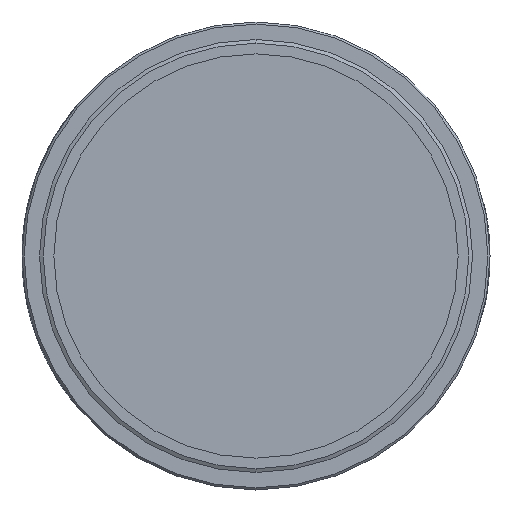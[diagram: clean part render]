
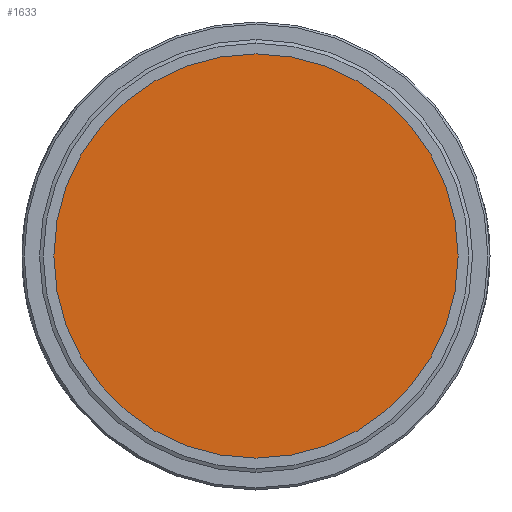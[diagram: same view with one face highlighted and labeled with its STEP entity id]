
A CAD part, left-side view. The second image highlights one B-rep face of the part: STEP entity #1633.
In plain terms, the highlighted planar face has unit normal (-1, 0, 0).
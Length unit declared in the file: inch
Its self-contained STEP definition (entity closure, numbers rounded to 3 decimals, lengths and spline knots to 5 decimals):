
#238 = ORIENTED_EDGE ( 'NONE', *, *, #6105, .F. ) ;
#1122 = VERTEX_POINT ( 'NONE', #1621 ) ;
#1621 = CARTESIAN_POINT ( 'NONE',  ( -0.105, 0.10155, -0.99483 ) ) ;
#1633 = ADVANCED_FACE ( 'NONE', ( #8110 ), #3948, .F. ) ;
#2019 = EDGE_CURVE ( 'NONE', #1122, #4042, #4909, .T. ) ;
#2458 = DIRECTION ( 'NONE',  ( 0., 0.102, -0.995 ) ) ;
#2472 = DIRECTION ( 'NONE',  ( 1., 0., 0. ) ) ;
#2489 = AXIS2_PLACEMENT_3D ( 'NONE', #4703, #6999, #2458 ) ;
#3497 = CARTESIAN_POINT ( 'NONE',  ( -0.105, 0., 0. ) ) ;
#3948 = PLANE ( 'NONE',  #2489 ) ;
#4042 = VERTEX_POINT ( 'NONE', #4823 ) ;
#4253 = DIRECTION ( 'NONE',  ( 0., 0.102, -0.995 ) ) ;
#4703 = CARTESIAN_POINT ( 'NONE',  ( -0.105, 0., 0. ) ) ;
#4823 = CARTESIAN_POINT ( 'NONE',  ( -0.105, -0.10155, 0.99483 ) ) ;
#4909 = CIRCLE ( 'NONE', #8568, 1. ) ;
#6105 = EDGE_CURVE ( 'NONE', #4042, #1122, #8464, .T. ) ;
#6189 = ORIENTED_EDGE ( 'NONE', *, *, #2019, .F. ) ;
#6999 = DIRECTION ( 'NONE',  ( 1., 0., 0. ) ) ;
#7015 = CARTESIAN_POINT ( 'NONE',  ( -0.105, 0., 0. ) ) ;
#7461 = EDGE_LOOP ( 'NONE', ( #6189, #238 ) ) ;
#7762 = DIRECTION ( 'NONE',  ( 0., 0.102, -0.995 ) ) ;
#8110 = FACE_OUTER_BOUND ( 'NONE', #7461, .T. ) ;
#8464 = CIRCLE ( 'NONE', #8969, 1. ) ;
#8568 = AXIS2_PLACEMENT_3D ( 'NONE', #3497, #8786, #4253 ) ;
#8786 = DIRECTION ( 'NONE',  ( 1., 0., 0. ) ) ;
#8969 = AXIS2_PLACEMENT_3D ( 'NONE', #7015, #2472, #7762 ) ;
